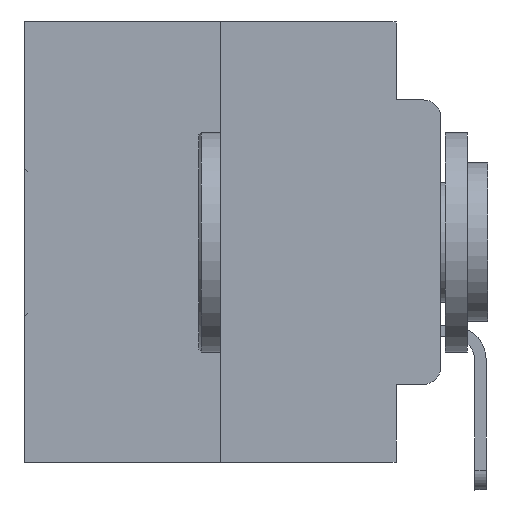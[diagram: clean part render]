
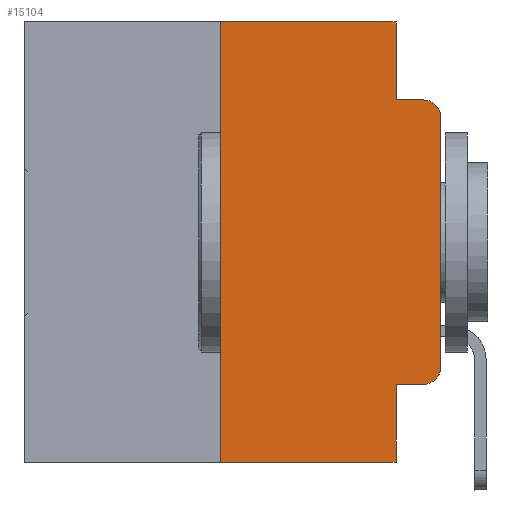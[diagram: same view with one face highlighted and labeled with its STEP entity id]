
A CAD part, left-side view. The second image highlights one B-rep face of the part: STEP entity #15104.
In plain terms, the highlighted planar face has unit normal (-1, 0, 0).
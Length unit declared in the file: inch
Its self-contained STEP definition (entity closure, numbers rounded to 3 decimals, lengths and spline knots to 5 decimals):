
#114 = FACE_OUTER_BOUND ( 'NONE', #9850, .T. ) ;
#486 = EDGE_CURVE ( 'NONE', #26729, #17957, #20001, .T. ) ;
#926 = CARTESIAN_POINT ( 'NONE',  ( 0., 0.051, 0. ) ) ;
#1182 = DIRECTION ( 'NONE',  ( 0., 0., -1. ) ) ;
#2059 = LINE ( 'NONE', #16781, #21654 ) ;
#2285 = DIRECTION ( 'NONE',  ( 0., 0., -1. ) ) ;
#2737 = CARTESIAN_POINT ( 'NONE',  ( 0., 0.02, -0.0885 ) ) ;
#3234 = ORIENTED_EDGE ( 'NONE', *, *, #3842, .F. ) ;
#3308 = EDGE_CURVE ( 'NONE', #17493, #29804, #14638, .T. ) ;
#3689 = DIRECTION ( 'NONE',  ( 0., 0., -1. ) ) ;
#3842 = EDGE_CURVE ( 'NONE', #10352, #26729, #29394, .T. ) ;
#4804 = DIRECTION ( 'NONE',  ( 0., -1., 0. ) ) ;
#4898 = VECTOR ( 'NONE', #4804, 39.37008 ) ;
#6045 = CARTESIAN_POINT ( 'NONE',  ( 0., 0.051, 0. ) ) ;
#6431 = CARTESIAN_POINT ( 'NONE',  ( 0., 0.051, -0.0885 ) ) ;
#6938 = PLANE ( 'NONE',  #20608 ) ;
#7044 = EDGE_CURVE ( 'NONE', #10169, #13483, #20118, .T. ) ;
#8384 = CIRCLE ( 'NONE', #26181, 0.02 ) ;
#8887 = VECTOR ( 'NONE', #15527, 39.37008 ) ;
#9138 = CIRCLE ( 'NONE', #13119, 0.02 ) ;
#9300 = VECTOR ( 'NONE', #26239, 39.37008 ) ;
#9613 = CARTESIAN_POINT ( 'NONE',  ( 0., 0.25, -0.5 ) ) ;
#9850 = EDGE_LOOP ( 'NONE', ( #10856, #30051, #27471, #3234, #21548, #27545, #17941, #26292, #28559, #27798 ) ) ;
#9893 = DIRECTION ( 'NONE',  ( 1., 0., 0. ) ) ;
#10169 = VERTEX_POINT ( 'NONE', #14591 ) ;
#10352 = VERTEX_POINT ( 'NONE', #926 ) ;
#10446 = DIRECTION ( 'NONE',  ( -1., 0., 0. ) ) ;
#10497 = DIRECTION ( 'NONE',  ( -1., 0., 0. ) ) ;
#10856 = ORIENTED_EDGE ( 'NONE', *, *, #30382, .T. ) ;
#12724 = EDGE_CURVE ( 'NONE', #18689, #14541, #9138, .T. ) ;
#13067 = CARTESIAN_POINT ( 'NONE',  ( 0., 0.051, -0.0885 ) ) ;
#13119 = AXIS2_PLACEMENT_3D ( 'NONE', #14636, #10446, #19865 ) ;
#13462 = CARTESIAN_POINT ( 'NONE',  ( 0., 0.051, 0. ) ) ;
#13483 = VERTEX_POINT ( 'NONE', #22286 ) ;
#13925 = CARTESIAN_POINT ( 'NONE',  ( 0., 0.25, 0. ) ) ;
#14121 = CARTESIAN_POINT ( 'NONE',  ( 0., 0.051, -0.4115 ) ) ;
#14541 = VERTEX_POINT ( 'NONE', #22365 ) ;
#14591 = CARTESIAN_POINT ( 'NONE',  ( 0., 0.051, -0.4115 ) ) ;
#14636 = CARTESIAN_POINT ( 'NONE',  ( 0., 0.02, -0.3915 ) ) ;
#14638 = LINE ( 'NONE', #21739, #19060 ) ;
#15104 = ADVANCED_FACE ( 'NONE', ( #114 ), #6938, .F. ) ;
#15363 = VECTOR ( 'NONE', #29566, 39.37008 ) ;
#15527 = DIRECTION ( 'NONE',  ( 0., -1., 0. ) ) ;
#15954 = EDGE_CURVE ( 'NONE', #17493, #13483, #2059, .T. ) ;
#16781 = CARTESIAN_POINT ( 'NONE',  ( 0., 0.473, -0.5 ) ) ;
#17428 = EDGE_CURVE ( 'NONE', #10169, #18689, #19189, .T. ) ;
#17493 = VERTEX_POINT ( 'NONE', #9613 ) ;
#17628 = DIRECTION ( 'NONE',  ( 0., -1., 0. ) ) ;
#17941 = ORIENTED_EDGE ( 'NONE', *, *, #15954, .T. ) ;
#17957 = VERTEX_POINT ( 'NONE', #2737 ) ;
#18689 = VERTEX_POINT ( 'NONE', #25859 ) ;
#18947 = DIRECTION ( 'NONE',  ( 0., 0., 1. ) ) ;
#19060 = VECTOR ( 'NONE', #18947, 39.37008 ) ;
#19189 = LINE ( 'NONE', #14121, #4898 ) ;
#19865 = DIRECTION ( 'NONE',  ( 0., 0., -1. ) ) ;
#20001 = LINE ( 'NONE', #13067, #8887 ) ;
#20086 = LINE ( 'NONE', #29378, #20343 ) ;
#20118 = LINE ( 'NONE', #6045, #15363 ) ;
#20343 = VECTOR ( 'NONE', #17628, 39.37008 ) ;
#20608 = AXIS2_PLACEMENT_3D ( 'NONE', #23498, #9893, #2285 ) ;
#20638 = EDGE_CURVE ( 'NONE', #29804, #10352, #20086, .T. ) ;
#21441 = LINE ( 'NONE', #28560, #9300 ) ;
#21548 = ORIENTED_EDGE ( 'NONE', *, *, #20638, .F. ) ;
#21654 = VECTOR ( 'NONE', #26217, 39.37008 ) ;
#21739 = CARTESIAN_POINT ( 'NONE',  ( 0., 0.25, 0. ) ) ;
#22105 = VECTOR ( 'NONE', #3689, 39.37008 ) ;
#22286 = CARTESIAN_POINT ( 'NONE',  ( 0., 0.051, -0.5 ) ) ;
#22365 = CARTESIAN_POINT ( 'NONE',  ( 0., 0., -0.3915 ) ) ;
#23498 = CARTESIAN_POINT ( 'NONE',  ( 0., 0.473, 0. ) ) ;
#25859 = CARTESIAN_POINT ( 'NONE',  ( 0., 0.02, -0.4115 ) ) ;
#26181 = AXIS2_PLACEMENT_3D ( 'NONE', #29204, #10497, #1182 ) ;
#26217 = DIRECTION ( 'NONE',  ( 0., -1., 0. ) ) ;
#26239 = DIRECTION ( 'NONE',  ( 0., 0., 1. ) ) ;
#26292 = ORIENTED_EDGE ( 'NONE', *, *, #7044, .F. ) ;
#26729 = VERTEX_POINT ( 'NONE', #6431 ) ;
#27471 = ORIENTED_EDGE ( 'NONE', *, *, #486, .F. ) ;
#27545 = ORIENTED_EDGE ( 'NONE', *, *, #3308, .F. ) ;
#27798 = ORIENTED_EDGE ( 'NONE', *, *, #12724, .T. ) ;
#28091 = CARTESIAN_POINT ( 'NONE',  ( 0., 0., -0.1085 ) ) ;
#28210 = VERTEX_POINT ( 'NONE', #28091 ) ;
#28559 = ORIENTED_EDGE ( 'NONE', *, *, #17428, .T. ) ;
#28560 = CARTESIAN_POINT ( 'NONE',  ( 0., 0., 0. ) ) ;
#29204 = CARTESIAN_POINT ( 'NONE',  ( 0., 0.02, -0.1085 ) ) ;
#29378 = CARTESIAN_POINT ( 'NONE',  ( 0., 0.473, 0. ) ) ;
#29394 = LINE ( 'NONE', #13462, #22105 ) ;
#29566 = DIRECTION ( 'NONE',  ( 0., 0., -1. ) ) ;
#29804 = VERTEX_POINT ( 'NONE', #13925 ) ;
#30021 = EDGE_CURVE ( 'NONE', #28210, #17957, #8384, .T. ) ;
#30051 = ORIENTED_EDGE ( 'NONE', *, *, #30021, .T. ) ;
#30382 = EDGE_CURVE ( 'NONE', #14541, #28210, #21441, .T. ) ;
